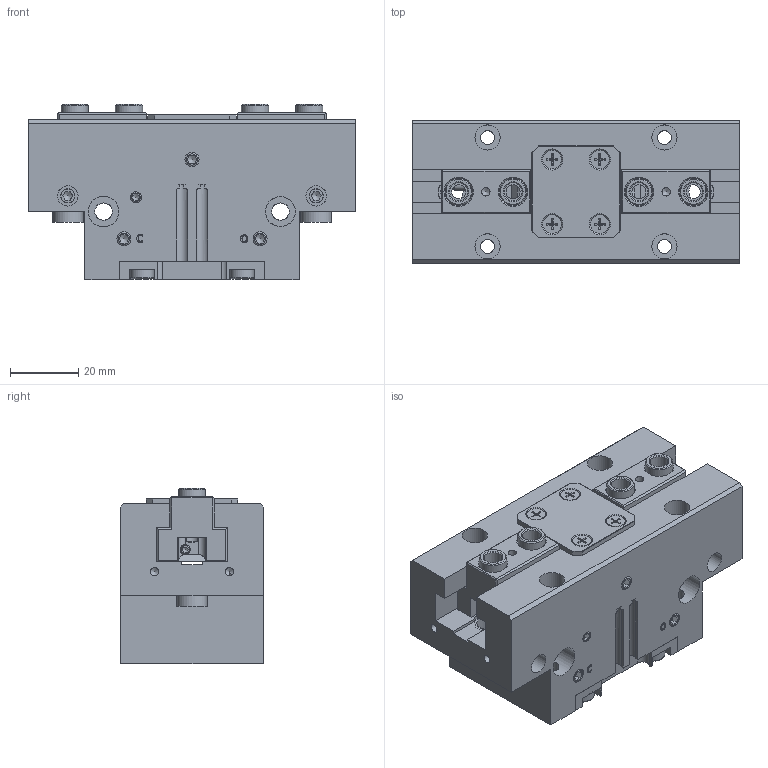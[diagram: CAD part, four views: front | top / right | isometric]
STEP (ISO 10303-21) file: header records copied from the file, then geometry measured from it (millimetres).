
FILE_DESCRIPTION(/* description */ ('ASSIEME CORSA 8 mm PER GRIFFA'),/* implementation_level */ '2;1');
FILE_NAME(/* name */ 'PGP-80-C1.stp',/* time_stamp */ '2020-06-07T09:11:53+02:00',/* author */ ('e.orio2'),/* organization */ (''),/* preprocessor_version */ 'ST-DEVELOPER v17',/* originating_system */ 'Autodesk Inventor 2019',/* authorisation */ '');
FILE_SCHEMA (('AUTOMOTIVE_DESIGN { 1 0 10303 214 3 1 1 }'));
Length unit declared in the file: millimetre
Products named in the file (14): PGP-80-C1; DIN 913 - M5 x 8; DIN 913 - M4 x 5; DIN 913 - M5 x 5; DIN 913 - M3 x 4; DIN 7984 - M4 x 8; DIN 913 - M3 x 12; ISO 7046-1  - M3 x 8 - 4.8 - H; BOCCOLA SENSORE M8; BOCCOLA 8H7L5.4; PGP80-CORPO; PZP80 GRIFFA; PGP-80-COPERCHIO; PGP80-FONDELLO
Assembly tree (32 placements, depth 2):
  PGP-80-C1
    DIN 7984 - M4 x 8  x4
    DIN 913 - M5 x 8  x2
    DIN 913 - M5 x 5  x6
    DIN 913 - M3 x 4  x2
    DIN 913 - M4 x 5  x2
    DIN 913 - M3 x 12
    ISO 7046-1  - M3 x 8 - 4.8 - H  x4
    BOCCOLA SENSORE M8  x2
    BOCCOLA 8H7L5.4  x4
    PGP80-CORPO
    PZP80 GRIFFA  x2
    PGP-80-COPERCHIO
    PGP80-FONDELLO
Bounding box: 96 x 42 x 51.5 mm (x, y, z)
Volume: 139053.4 mm3; surface area: 53093.4 mm2
Topology: 32 solids, 32 shells, 837 faces, 2310 edges, 1557 vertices
Faces by surface type: plane 430, cone 168, cylinder 161, bspline 50, torus 28
Full cylindrical faces by diameter (mm): 2.459 x12, 2.693 x4, 3 x9, 3.2 x2, 3.242 x10, 3.4 x4, 4 x6, 4.134 x20, 4.3 x4, 5 x8, 5.1 x2, 5.3 x4, 5.5 x4, 6 x2, 6.647 x2, 7 x4, 7.4 x4, 8 x14, 8.8 x1, 9 x3, 9.1 x2
Entity records: 18150 total; most frequent: CARTESIAN_POINT 4241, ORIENTED_EDGE 2818, DIRECTION 2684, EDGE_CURVE 1409, VERTEX_POINT 977, AXIS2_PLACEMENT_3D 948, LINE 788, VECTOR 788
